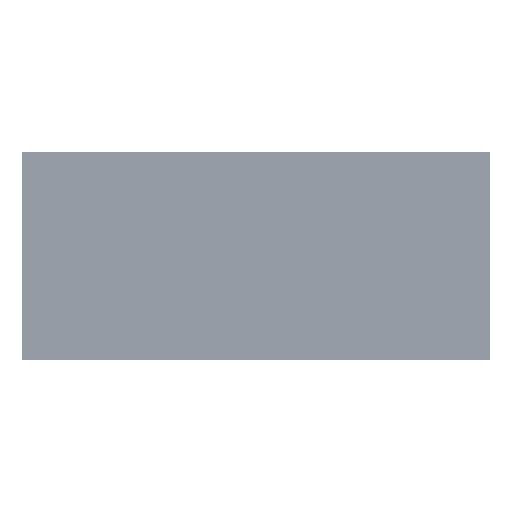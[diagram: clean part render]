
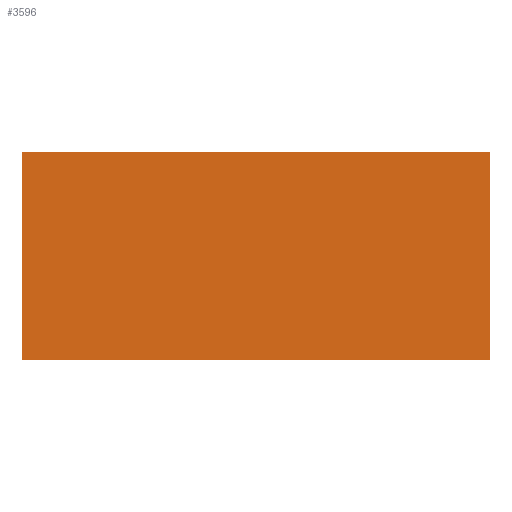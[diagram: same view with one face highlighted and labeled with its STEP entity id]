
A CAD part, top view. The second image highlights one B-rep face of the part: STEP entity #3596.
In plain terms, the highlighted planar face has unit normal (0, 0, 1).
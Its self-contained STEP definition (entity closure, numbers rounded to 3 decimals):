
#120=B_SPLINE_CURVE_WITH_KNOTS('',1,(#23426,#23427),.UNSPECIFIED.,.F.,.F.,
(2,2),(230.87,249.88),.UNSPECIFIED.);
#128=B_SPLINE_CURVE_WITH_KNOTS('',1,(#23442,#23443),.UNSPECIFIED.,.F.,.F.,
(2,2),(125.12,168.13),.UNSPECIFIED.);
#132=B_SPLINE_CURVE_WITH_KNOTS('',1,(#23450,#23451),.UNSPECIFIED.,.F.,.F.,
(2,2),(168.37,187.38),.UNSPECIFIED.);
#136=B_SPLINE_CURVE_WITH_KNOTS('',1,(#23458,#23459),.UNSPECIFIED.,.F.,.F.,
(2,2),(187.62,230.63),.UNSPECIFIED.);
#1455=PLANE('',#22006);
#3596=ADVANCED_FACE('',(#4947),#1455,.T.);
#4947=FACE_OUTER_BOUND('',#6298,.T.);
#6298=EDGE_LOOP('',(#7712,#7713,#7714,#7715,#7716,#7717,#7718,#7719));
#7712=ORIENTED_EDGE('',*,*,#14079,.T.);
#7713=ORIENTED_EDGE('',*,*,#14060,.T.);
#7714=ORIENTED_EDGE('',*,*,#14082,.T.);
#7715=ORIENTED_EDGE('',*,*,#14064,.T.);
#7716=ORIENTED_EDGE('',*,*,#14081,.T.);
#7717=ORIENTED_EDGE('',*,*,#14048,.T.);
#7718=ORIENTED_EDGE('',*,*,#14080,.T.);
#7719=ORIENTED_EDGE('',*,*,#14056,.T.);
#14048=EDGE_CURVE('',#19144,#19143,#120,.T.);
#14056=EDGE_CURVE('',#19150,#19149,#128,.T.);
#14060=EDGE_CURVE('',#19154,#19153,#132,.T.);
#14064=EDGE_CURVE('',#19157,#19156,#136,.T.);
#14079=EDGE_CURVE('',#19149,#19154,#17267,.T.);
#14080=EDGE_CURVE('',#19143,#19150,#17268,.T.);
#14081=EDGE_CURVE('',#19156,#19144,#17269,.T.);
#14082=EDGE_CURVE('',#19153,#19157,#17270,.T.);
#17267=(
BOUNDED_CURVE()
B_SPLINE_CURVE(2,(#23499,#23500,#23501),.UNSPECIFIED.,.F.,.F.)
B_SPLINE_CURVE_WITH_KNOTS((3,3),(43.01,43.198),.UNSPECIFIED.)
CURVE()
GEOMETRIC_REPRESENTATION_ITEM()
RATIONAL_B_SPLINE_CURVE((1.,0.707,1.))
REPRESENTATION_ITEM('')
);
#17268=(
BOUNDED_CURVE()
B_SPLINE_CURVE(2,(#23502,#23503,#23504),.UNSPECIFIED.,.F.,.F.)
B_SPLINE_CURVE_WITH_KNOTS((3,3),(124.605,124.794),
 .UNSPECIFIED.)
CURVE()
GEOMETRIC_REPRESENTATION_ITEM()
RATIONAL_B_SPLINE_CURVE((1.,0.707,1.))
REPRESENTATION_ITEM('')
);
#17269=(
BOUNDED_CURVE()
B_SPLINE_CURVE(2,(#23505,#23506,#23507),.UNSPECIFIED.,.F.,.F.)
B_SPLINE_CURVE_WITH_KNOTS((3,3),(105.407,105.595),
 .UNSPECIFIED.)
CURVE()
GEOMETRIC_REPRESENTATION_ITEM()
RATIONAL_B_SPLINE_CURVE((1.,0.707,1.))
REPRESENTATION_ITEM('')
);
#17270=(
BOUNDED_CURVE()
B_SPLINE_CURVE(2,(#23508,#23509,#23510),.UNSPECIFIED.,.F.,.F.)
B_SPLINE_CURVE_WITH_KNOTS((3,3),(62.208,62.397),
 .UNSPECIFIED.)
CURVE()
GEOMETRIC_REPRESENTATION_ITEM()
RATIONAL_B_SPLINE_CURVE((1.,0.707,1.))
REPRESENTATION_ITEM('')
);
#19143=VERTEX_POINT('',#23406);
#19144=VERTEX_POINT('',#23407);
#19149=VERTEX_POINT('',#23412);
#19150=VERTEX_POINT('',#23413);
#19153=VERTEX_POINT('',#23416);
#19154=VERTEX_POINT('',#23417);
#19156=VERTEX_POINT('',#23419);
#19157=VERTEX_POINT('',#23420);
#22006=AXIS2_PLACEMENT_3D('',#23405,#22520,$);
#22520=DIRECTION('',(0.,0.,1.));
#23405=CARTESIAN_POINT('',(-560.261,-249.365,0.));
#23406=CARTESIAN_POINT('',(-549.275,-241.427,0.));
#23407=CARTESIAN_POINT('',(-549.275,241.427,0.));
#23412=CARTESIAN_POINT('',(546.227,-244.475,0.));
#23413=CARTESIAN_POINT('',(-546.227,-244.475,0.));
#23416=CARTESIAN_POINT('',(549.275,241.427,0.));
#23417=CARTESIAN_POINT('',(549.275,-241.427,0.));
#23419=CARTESIAN_POINT('',(-546.227,244.475,0.));
#23420=CARTESIAN_POINT('',(546.227,244.475,0.));
#23426=CARTESIAN_POINT('',(-549.275,241.427,0.));
#23427=CARTESIAN_POINT('',(-549.275,-241.427,0.));
#23442=CARTESIAN_POINT('',(-546.227,-244.475,0.));
#23443=CARTESIAN_POINT('',(546.227,-244.475,0.));
#23450=CARTESIAN_POINT('',(549.275,-241.427,0.));
#23451=CARTESIAN_POINT('',(549.275,241.427,0.));
#23458=CARTESIAN_POINT('',(546.227,244.475,0.));
#23459=CARTESIAN_POINT('',(-546.227,244.475,0.));
#23499=CARTESIAN_POINT('',(546.227,-244.475,0.));
#23500=CARTESIAN_POINT('',(549.275,-244.475,0.));
#23501=CARTESIAN_POINT('',(549.275,-241.427,0.));
#23502=CARTESIAN_POINT('',(-549.275,-241.427,0.));
#23503=CARTESIAN_POINT('',(-549.275,-244.475,0.));
#23504=CARTESIAN_POINT('',(-546.227,-244.475,0.));
#23505=CARTESIAN_POINT('',(-546.227,244.475,0.));
#23506=CARTESIAN_POINT('',(-549.275,244.475,0.));
#23507=CARTESIAN_POINT('',(-549.275,241.427,0.));
#23508=CARTESIAN_POINT('',(549.275,241.427,0.));
#23509=CARTESIAN_POINT('',(549.275,244.475,0.));
#23510=CARTESIAN_POINT('',(546.227,244.475,0.));
